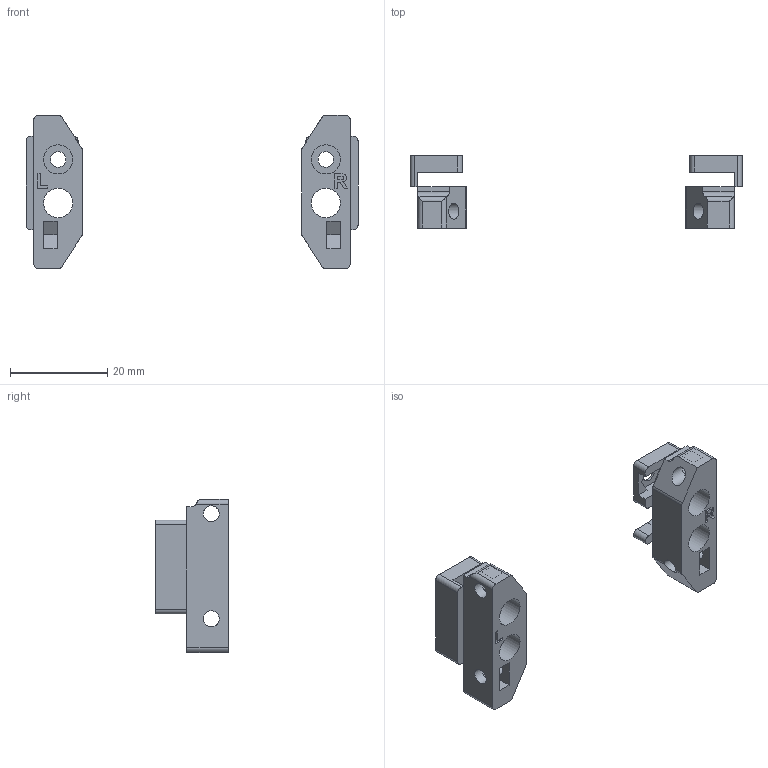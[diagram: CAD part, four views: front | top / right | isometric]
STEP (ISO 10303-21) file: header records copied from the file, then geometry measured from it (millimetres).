
FILE_DESCRIPTION(/* description */ (''),/* implementation_level */ '2;1');
FILE_NAME(/* name */ 'mount Go.step',/* time_stamp */ '2022-07-17T02:19:23+08:00',/* author */ (''),/* organization */ (''),/* preprocessor_version */ 'ST-DEVELOPER v19',/* originating_system */ 'Autodesk Translation Framework v11.7.0.108',/* authorisation */ '');
FILE_SCHEMA (('AUTOMOTIVE_DESIGN { 1 0 10303 214 3 1 1 }'));
Length unit declared in the file: millimetre
Products named in the file (1): mount Go
Bounding box: 68.2 x 14.9 x 31.5 mm (x, y, z)
Volume: 4403.3 mm3; surface area: 4793.4 mm2
Topology: 4 solids, 4 shells, 165 faces, 444 edges, 296 vertices
Faces by surface type: plane 104, cylinder 45, bspline 16
Full cylindrical faces by diameter (mm): 3.2 x4, 3.3 x8, 6 x4
Entity records: 5402 total; most frequent: CARTESIAN_POINT 1214, ORIENTED_EDGE 888, DIRECTION 790, EDGE_CURVE 444, LINE 318, VECTOR 318, VERTEX_POINT 296, AXIS2_PLACEMENT_3D 236
